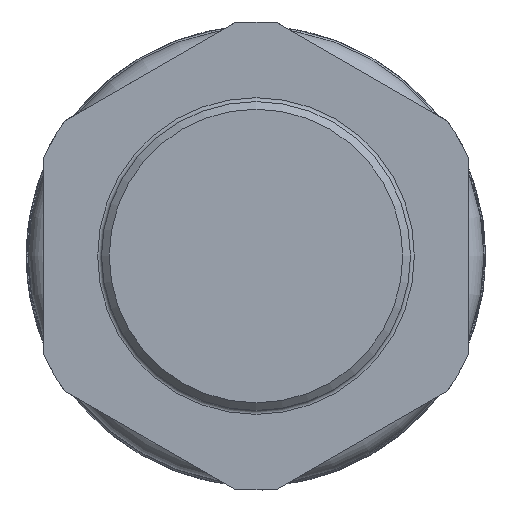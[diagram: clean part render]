
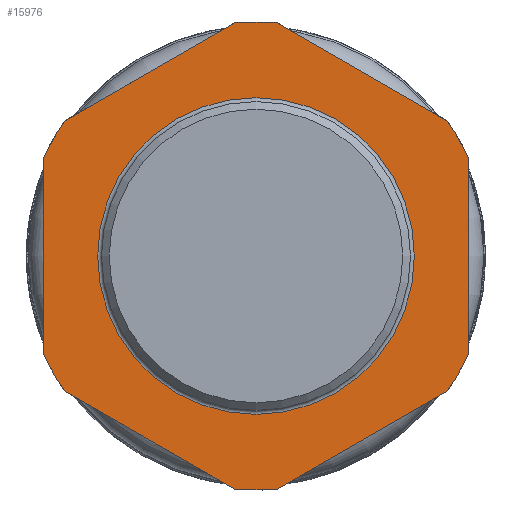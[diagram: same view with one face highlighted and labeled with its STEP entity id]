
A CAD part, left-side view. The second image highlights one B-rep face of the part: STEP entity #15976.
In plain terms, the highlighted planar face has unit normal (-1, 0, 0).
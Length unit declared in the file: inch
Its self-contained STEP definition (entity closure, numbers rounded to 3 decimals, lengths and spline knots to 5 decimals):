
#598=FACE_BOUND('',#4344,.T.);
#803=CIRCLE('',#16869,1.19291);
#804=CIRCLE('',#16872,1.19291);
#805=CIRCLE('',#16875,1.19291);
#806=CIRCLE('',#16880,1.19291);
#807=CIRCLE('',#16882,1.19291);
#808=CIRCLE('',#16884,1.19291);
#809=CIRCLE('',#16885,0.80709);
#810=CIRCLE('',#16886,0.80709);
#2023=LINE('',#27980,#2758);
#2027=LINE('',#27989,#2762);
#2030=LINE('',#27997,#2765);
#2033=LINE('',#28006,#2768);
#2036=LINE('',#28012,#2771);
#2039=LINE('',#28017,#2774);
#2758=VECTOR('',#19238,0.3937);
#2762=VECTOR('',#19248,0.3937);
#2765=VECTOR('',#19257,0.3937);
#2768=VECTOR('',#19266,0.3937);
#2771=VECTOR('',#19271,0.3937);
#2774=VECTOR('',#19276,0.3937);
#3452=FACE_OUTER_BOUND('',#4343,.T.);
#4343=EDGE_LOOP('',(#11924,#11925,#11926,#11927,#11928,#11929,#11930,#11931,
#11932,#11933,#11934,#11935));
#4344=EDGE_LOOP('',(#11936,#11937));
#6330=VERTEX_POINT('',#27977);
#6331=VERTEX_POINT('',#27979);
#6332=VERTEX_POINT('',#27983);
#6333=VERTEX_POINT('',#27987);
#6334=VERTEX_POINT('',#27991);
#6335=VERTEX_POINT('',#27995);
#6336=VERTEX_POINT('',#27999);
#6337=VERTEX_POINT('',#28003);
#6338=VERTEX_POINT('',#28005);
#6339=VERTEX_POINT('',#28009);
#6340=VERTEX_POINT('',#28011);
#6341=VERTEX_POINT('',#28015);
#6342=VERTEX_POINT('',#28024);
#6343=VERTEX_POINT('',#28025);
#8326=EDGE_CURVE('',#6331,#6330,#2023,.T.);
#8329=EDGE_CURVE('',#6332,#6330,#803,.T.);
#8331=EDGE_CURVE('',#6332,#6333,#2027,.T.);
#8333=EDGE_CURVE('',#6334,#6333,#804,.T.);
#8335=EDGE_CURVE('',#6334,#6335,#2030,.T.);
#8337=EDGE_CURVE('',#6336,#6335,#805,.T.);
#8339=EDGE_CURVE('',#6338,#6337,#2033,.T.);
#8342=EDGE_CURVE('',#6340,#6339,#2036,.T.);
#8345=EDGE_CURVE('',#6336,#6341,#2039,.T.);
#8346=EDGE_CURVE('',#6331,#6339,#806,.T.);
#8347=EDGE_CURVE('',#6338,#6341,#807,.T.);
#8348=EDGE_CURVE('',#6340,#6337,#808,.T.);
#8349=EDGE_CURVE('',#6342,#6343,#809,.T.);
#8350=EDGE_CURVE('',#6343,#6342,#810,.T.);
#11924=ORIENTED_EDGE('',*,*,#8339,.T.);
#11925=ORIENTED_EDGE('',*,*,#8348,.F.);
#11926=ORIENTED_EDGE('',*,*,#8342,.T.);
#11927=ORIENTED_EDGE('',*,*,#8346,.F.);
#11928=ORIENTED_EDGE('',*,*,#8326,.T.);
#11929=ORIENTED_EDGE('',*,*,#8329,.F.);
#11930=ORIENTED_EDGE('',*,*,#8331,.T.);
#11931=ORIENTED_EDGE('',*,*,#8333,.F.);
#11932=ORIENTED_EDGE('',*,*,#8335,.T.);
#11933=ORIENTED_EDGE('',*,*,#8337,.F.);
#11934=ORIENTED_EDGE('',*,*,#8345,.T.);
#11935=ORIENTED_EDGE('',*,*,#8347,.F.);
#11936=ORIENTED_EDGE('',*,*,#8349,.T.);
#11937=ORIENTED_EDGE('',*,*,#8350,.T.);
#14624=PLANE('',#16883);
#15976=ADVANCED_FACE('',(#3452,#598),#14624,.T.);
#16869=AXIS2_PLACEMENT_3D('',#27985,#19243,#19244);
#16872=AXIS2_PLACEMENT_3D('',#27993,#19252,#19253);
#16875=AXIS2_PLACEMENT_3D('',#28001,#19261,#19262);
#16880=AXIS2_PLACEMENT_3D('',#28019,#19279,#19280);
#16882=AXIS2_PLACEMENT_3D('',#28021,#19283,#19284);
#16883=AXIS2_PLACEMENT_3D('',#28022,#19285,#19286);
#16884=AXIS2_PLACEMENT_3D('',#28023,#19287,#19288);
#16885=AXIS2_PLACEMENT_3D('',#28026,#19289,#19290);
#16886=AXIS2_PLACEMENT_3D('',#28027,#19291,#19292);
#19238=DIRECTION('',(0.,-0.866,-0.5));
#19243=DIRECTION('center_axis',(1.,0.,0.));
#19244=DIRECTION('ref_axis',(0.,0.,
1.));
#19248=DIRECTION('',(0.,-0.866,0.5));
#19252=DIRECTION('center_axis',(1.,0.,0.));
#19253=DIRECTION('ref_axis',(0.,0.,
1.));
#19257=DIRECTION('',(0.,0.,1.));
#19261=DIRECTION('center_axis',(1.,0.,0.));
#19262=DIRECTION('ref_axis',(0.,0.,
1.));
#19266=DIRECTION('',(0.,0.866,-0.5));
#19271=DIRECTION('',(0.,0.,-1.));
#19276=DIRECTION('',(0.,0.866,0.5));
#19279=DIRECTION('center_axis',(1.,0.,0.));
#19280=DIRECTION('ref_axis',(0.,0.,
1.));
#19283=DIRECTION('center_axis',(1.,0.,0.));
#19284=DIRECTION('ref_axis',(0.,0.,
1.));
#19285=DIRECTION('center_axis',(-1.,0.,0.));
#19286=DIRECTION('ref_axis',(0.,0.,
-1.));
#19287=DIRECTION('center_axis',(1.,0.,0.));
#19288=DIRECTION('ref_axis',(0.,0.,
1.));
#19289=DIRECTION('center_axis',(1.,0.,0.));
#19290=DIRECTION('ref_axis',(0.,0.,
1.));
#19291=DIRECTION('center_axis',(1.,0.,0.));
#19292=DIRECTION('ref_axis',(0.,0.,
1.));
#27977=CARTESIAN_POINT('',(-1.45926,0.10759,-1.18805));
#27979=CARTESIAN_POINT('',(-1.45926,0.97509,-0.6872));
#27980=CARTESIAN_POINT('',(-1.45926,0.31087,-1.07069));
#27983=CARTESIAN_POINT('',(-1.45926,-0.10759,-1.18805));
#27985=CARTESIAN_POINT('Origin',(-1.45926,0.,
0.));
#27987=CARTESIAN_POINT('',(-1.45926,-0.97509,-0.6872));
#27989=CARTESIAN_POINT('',(-1.45926,-0.77181,-0.80457));
#27991=CARTESIAN_POINT('',(-1.45926,-1.08268,-0.50085));
#27993=CARTESIAN_POINT('Origin',(-1.45926,0.,
0.));
#27995=CARTESIAN_POINT('',(-1.45926,-1.08268,0.50085));
#27997=CARTESIAN_POINT('',(-1.45926,-1.08268,-0.25043));
#27999=CARTESIAN_POINT('',(-1.45926,-0.97509,0.6872));
#28001=CARTESIAN_POINT('Origin',(-1.45926,0.,
0.));
#28003=CARTESIAN_POINT('',(-1.45926,0.97509,0.6872));
#28005=CARTESIAN_POINT('',(-1.45926,0.10759,1.18805));
#28006=CARTESIAN_POINT('',(-1.45926,-0.12288,1.32111));
#28009=CARTESIAN_POINT('',(-1.45926,1.08268,-0.50085));
#28011=CARTESIAN_POINT('',(-1.45926,1.08268,0.50085));
#28012=CARTESIAN_POINT('',(-1.45926,1.08268,0.25043));
#28015=CARTESIAN_POINT('',(-1.45926,-0.10759,1.18805));
#28017=CARTESIAN_POINT('',(-1.45926,-1.20556,0.55414));
#28019=CARTESIAN_POINT('Origin',(-1.45926,0.,
0.));
#28021=CARTESIAN_POINT('Origin',(-1.45926,0.,
0.));
#28022=CARTESIAN_POINT('Origin',(-1.45926,-1.19291,0.));
#28023=CARTESIAN_POINT('Origin',(-1.45926,0.,
0.));
#28024=CARTESIAN_POINT('',(-1.45926,-0.80709,0.));
#28025=CARTESIAN_POINT('',(-1.45926,0.,-0.80709));
#28026=CARTESIAN_POINT('Origin',(-1.45926,0.,
0.));
#28027=CARTESIAN_POINT('Origin',(-1.45926,0.,
0.));
